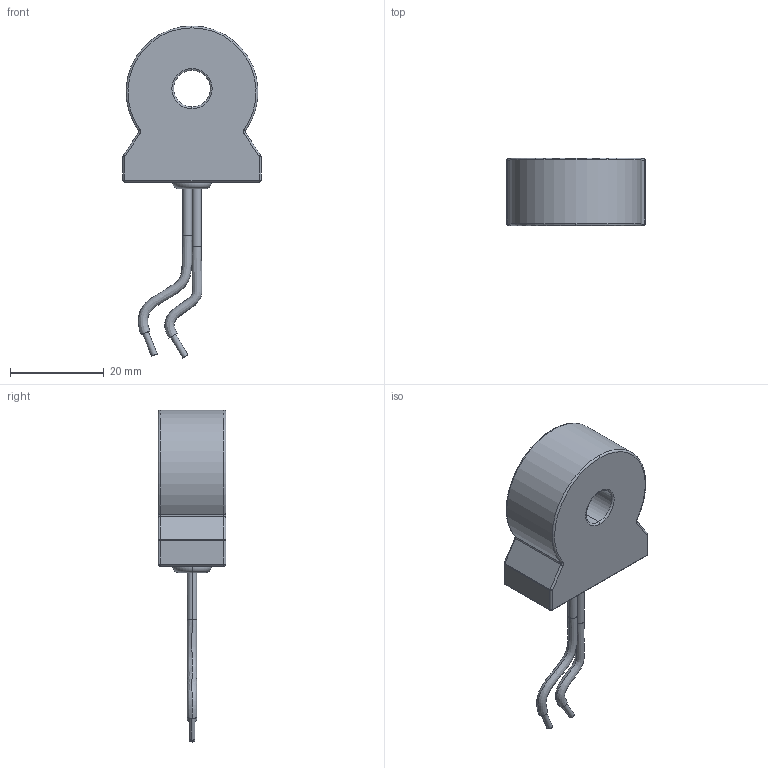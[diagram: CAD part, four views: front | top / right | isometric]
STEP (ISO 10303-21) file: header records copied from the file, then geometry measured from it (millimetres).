
FILE_DESCRIPTION (( 'STEP AP214' ), '1' );
FILE_NAME ('ACSN100-AE-F.STEP', '2014-12-03T15:11:03', ( '' ), ( '' ), 'SwSTEP 2.0', 'SolidWorks 2014', '' );
FILE_SCHEMA (( 'AUTOMOTIVE_DESIGN' ));
Length unit declared in the file: inch
Products named in the file (1): ACSN100-AE-F
Bounding box: 29.41 x 14.41 x 70.7 mm (x, y, z)
Volume: 11555.3 mm3; surface area: 4068.7 mm2
Topology: 3 solids, 3 shells, 74 faces, 156 edges, 84 vertices
Faces by surface type: cylinder 27, torus 16, plane 15, sphere 8, bspline 8
Entity records: 3016 total; most frequent: CARTESIAN_POINT 1101, DIRECTION 372, ORIENTED_EDGE 296, AXIS2_PLACEMENT_3D 163, EDGE_CURVE 148, CIRCLE 96, VERTEX_POINT 84, EDGE_LOOP 80
